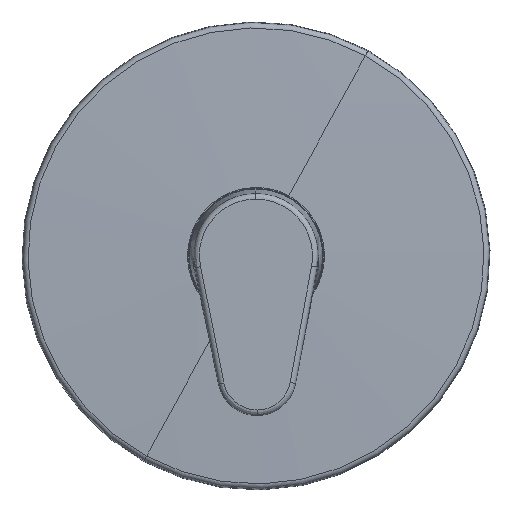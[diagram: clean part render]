
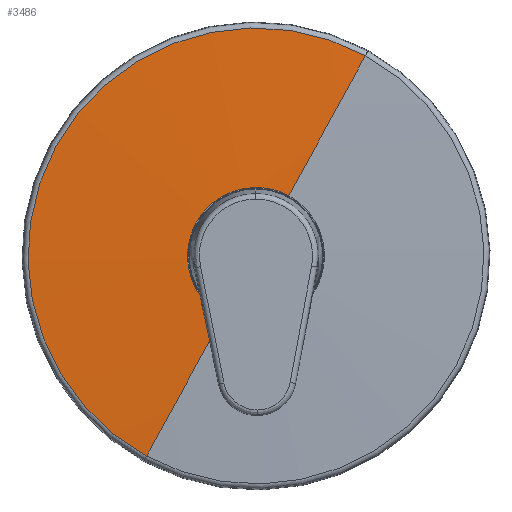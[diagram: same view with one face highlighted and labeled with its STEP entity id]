
A CAD part, top view. The second image highlights one B-rep face of the part: STEP entity #3486.
In plain terms, the highlighted spherical face has radius 1892 mm.
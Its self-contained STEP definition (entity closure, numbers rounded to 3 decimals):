
#43 = CARTESIAN_POINT ( 'NONE',  ( -11.938, -21.852, 13.836 ) ) ;
#148 = ORIENTED_EDGE ( 'NONE', *, *, #2117, .F. ) ;
#167 = EDGE_CURVE ( 'NONE', #2282, #1897, #1669, .T. ) ;
#174 = DIRECTION ( 'NONE',  ( 0.878, -0.479, 0. ) ) ;
#315 = AXIS2_PLACEMENT_3D ( 'NONE', #2000, #3133, #331 ) ;
#331 = DIRECTION ( 'NONE',  ( 1., 0., 0. ) ) ;
#539 = VERTEX_POINT ( 'NONE', #2643 ) ;
#563 = AXIS2_PLACEMENT_3D ( 'NONE', #2177, #1272, #1649 ) ;
#687 = AXIS2_PLACEMENT_3D ( 'NONE', #1375, #1008, #796 ) ;
#796 = DIRECTION ( 'NONE',  ( -1., 0., 0. ) ) ;
#866 = ORIENTED_EDGE ( 'NONE', *, *, #167, .F. ) ;
#1008 = DIRECTION ( 'NONE',  ( 0., 0., 1. ) ) ;
#1044 = AXIS2_PLACEMENT_3D ( 'NONE', #1091, #3654, #4424 ) ;
#1091 = CARTESIAN_POINT ( 'NONE',  ( 0., 0., -1878. ) ) ;
#1272 = DIRECTION ( 'NONE',  ( -0.878, 0.479, 0. ) ) ;
#1375 = CARTESIAN_POINT ( 'NONE',  ( 0., 0., 13.836 ) ) ;
#1492 = DIRECTION ( 'NONE',  ( 0.479, 0.878, 0. ) ) ;
#1649 = DIRECTION ( 'NONE',  ( -0.479, -0.878, 0. ) ) ;
#1669 = CIRCLE ( 'NONE', #687, 24.9 ) ;
#1897 = VERTEX_POINT ( 'NONE', #43 ) ;
#2000 = CARTESIAN_POINT ( 'NONE',  ( 0., 0., 12.186 ) ) ;
#2071 = CARTESIAN_POINT ( 'NONE',  ( 11.938, 21.852, 13.836 ) ) ;
#2117 = EDGE_CURVE ( 'NONE', #1897, #539, #3467, .T. ) ;
#2177 = CARTESIAN_POINT ( 'NONE',  ( 0., 0., -1878. ) ) ;
#2282 = VERTEX_POINT ( 'NONE', #2071 ) ;
#2643 = CARTESIAN_POINT ( 'NONE',  ( -39.713, -72.693, 12.186 ) ) ;
#2689 = FACE_OUTER_BOUND ( 'NONE', #3835, .T. ) ;
#2705 = EDGE_CURVE ( 'NONE', #2282, #3428, #2962, .T. ) ;
#2756 = AXIS2_PLACEMENT_3D ( 'NONE', #2969, #174, #1492 ) ;
#2962 = CIRCLE ( 'NONE', #563, 1892. ) ;
#2969 = CARTESIAN_POINT ( 'NONE',  ( 0., 0., -1878. ) ) ;
#3133 = DIRECTION ( 'NONE',  ( 0., 0., -1. ) ) ;
#3428 = VERTEX_POINT ( 'NONE', #3589 ) ;
#3467 = CIRCLE ( 'NONE', #2756, 1892. ) ;
#3486 = ADVANCED_FACE ( 'NONE', ( #2689 ), #3894, .T. ) ;
#3491 = ORIENTED_EDGE ( 'NONE', *, *, #4032, .F. ) ;
#3589 = CARTESIAN_POINT ( 'NONE',  ( 39.713, 72.693, 12.186 ) ) ;
#3654 = DIRECTION ( 'NONE',  ( -0.878, 0.479, 0. ) ) ;
#3658 = CIRCLE ( 'NONE', #315, 82.834 ) ;
#3835 = EDGE_LOOP ( 'NONE', ( #866, #3930, #3491, #148 ) ) ;
#3894 = SPHERICAL_SURFACE ( 'NONE', #1044, 1892. ) ;
#3930 = ORIENTED_EDGE ( 'NONE', *, *, #2705, .T. ) ;
#4032 = EDGE_CURVE ( 'NONE', #539, #3428, #3658, .T. ) ;
#4424 = DIRECTION ( 'NONE',  ( -0.479, -0.878, 0. ) ) ;
